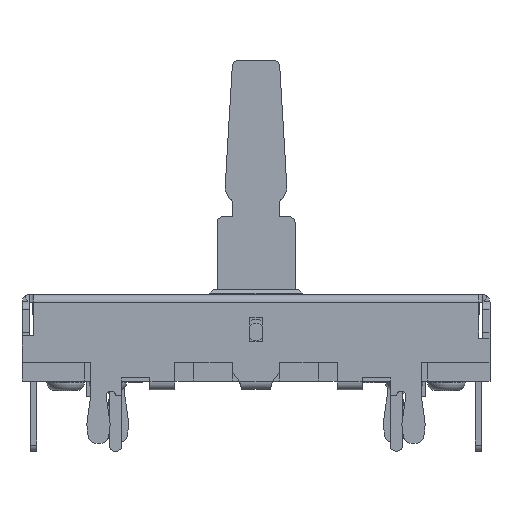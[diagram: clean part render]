
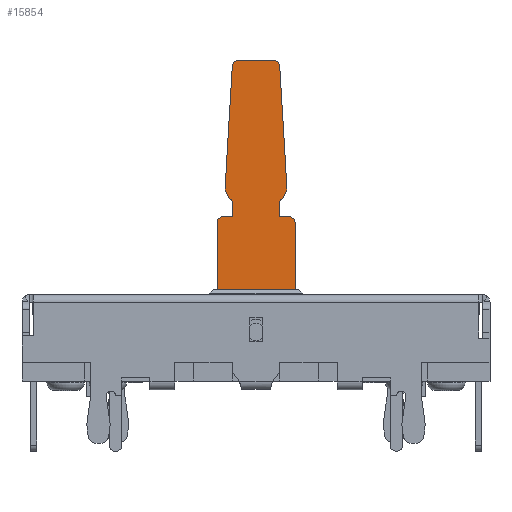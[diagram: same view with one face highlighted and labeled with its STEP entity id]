
A CAD part, top view. The second image highlights one B-rep face of the part: STEP entity #15854.
In plain terms, the highlighted planar face has unit normal (0, 0, 1).
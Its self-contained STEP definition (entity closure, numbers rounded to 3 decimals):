
#3960=DIRECTION('',(1.,0.,0.));
#3961=VECTOR('',#3960,5.);
#3962=CARTESIAN_POINT('',(12.5,5.85,-4.));
#3963=LINE('',#3962,#3961);
#4046=CARTESIAN_POINT('',(15.975,12.44,-4.));
#4047=DIRECTION('',(0.,0.,1.));
#4048=DIRECTION('',(0.707,-0.707,0.));
#4049=AXIS2_PLACEMENT_3D('',#4046,#4047,#4048);
#4051=DIRECTION('',(-0.707,-0.707,0.));
#4052=VECTOR('',#4051,0.092);
#4053=CARTESIAN_POINT('',(16.682,11.732,-4.));
#4054=LINE('',#4053,#4052);
#4055=DIRECTION('',(0.,-1.,0.));
#4056=VECTOR('',#4055,0.834);
#4057=CARTESIAN_POINT('',(16.5,11.384,-4.));
#4058=LINE('',#4057,#4056);
#4059=DIRECTION('',(-1.,0.,0.));
#4060=VECTOR('',#4059,0.6);
#4061=CARTESIAN_POINT('',(17.1,10.55,-4.));
#4062=LINE('',#4061,#4060);
#4063=CARTESIAN_POINT('',(17.1,10.15,-4.));
#4064=DIRECTION('',(0.,0.,1.));
#4065=DIRECTION('',(1.,0.,0.));
#4066=AXIS2_PLACEMENT_3D('',#4063,#4064,#4065);
#4068=DIRECTION('',(0.,1.,0.));
#4069=VECTOR('',#4068,4.3);
#4070=CARTESIAN_POINT('',(12.5,5.85,-4.));
#4071=LINE('',#4070,#4069);
#4072=CARTESIAN_POINT('',(12.9,10.15,-4.));
#4073=DIRECTION('',(0.,0.,1.));
#4074=DIRECTION('',(0.,1.,0.));
#4075=AXIS2_PLACEMENT_3D('',#4072,#4073,#4074);
#4077=DIRECTION('',(1.,0.,0.));
#4078=VECTOR('',#4077,0.6);
#4079=CARTESIAN_POINT('',(12.9,10.55,-4.));
#4080=LINE('',#4079,#4078);
#4081=DIRECTION('',(0.,1.,0.));
#4082=VECTOR('',#4081,0.834);
#4083=CARTESIAN_POINT('',(13.5,10.55,-4.));
#4084=LINE('',#4083,#4082);
#4085=DIRECTION('',(-0.707,0.707,0.));
#4086=VECTOR('',#4085,0.092);
#4087=CARTESIAN_POINT('',(13.383,11.667,-4.));
#4088=LINE('',#4087,#4086);
#4089=CARTESIAN_POINT('',(14.025,12.44,-4.));
#4090=DIRECTION('',(0.,0.,1.));
#4091=DIRECTION('',(-0.998,0.059,0.));
#4092=AXIS2_PLACEMENT_3D('',#4089,#4090,#4091);
#4094=DIRECTION('',(0.059,0.998,0.));
#4095=VECTOR('',#4094,7.688);
#4096=CARTESIAN_POINT('',(13.026,12.498,-4.));
#4097=LINE('',#4096,#4095);
#4098=CARTESIAN_POINT('',(13.877,20.15,-4.));
#4099=DIRECTION('',(0.,0.,1.));
#4100=DIRECTION('',(0.,1.,0.));
#4101=AXIS2_PLACEMENT_3D('',#4098,#4099,#4100);
#4103=CARTESIAN_POINT('',(16.123,20.15,-4.));
#4104=DIRECTION('',(0.,0.,1.));
#4105=DIRECTION('',(0.998,0.059,0.));
#4106=AXIS2_PLACEMENT_3D('',#4103,#4104,#4105);
#4108=DIRECTION('',(0.059,-0.998,0.));
#4109=VECTOR('',#4108,7.688);
#4110=CARTESIAN_POINT('',(16.522,20.173,-4.));
#4111=LINE('',#4110,#4109);
#4120=CARTESIAN_POINT('',(16.9,11.384,-4.));
#4121=DIRECTION('',(0.,0.,-1.));
#4122=DIRECTION('',(-1.,0.,0.));
#4123=AXIS2_PLACEMENT_3D('',#4120,#4121,#4122);
#4146=DIRECTION('',(0.,1.,0.));
#4147=VECTOR('',#4146,4.3);
#4148=CARTESIAN_POINT('',(17.5,5.85,-4.));
#4149=LINE('',#4148,#4147);
#4162=CARTESIAN_POINT('',(13.1,11.384,-4.));
#4163=DIRECTION('',(0.,0.,-1.));
#4164=DIRECTION('',(0.707,0.707,0.));
#4165=AXIS2_PLACEMENT_3D('',#4162,#4163,#4164);
#4192=DIRECTION('',(1.,0.,0.));
#4193=VECTOR('',#4192,2.246);
#4194=CARTESIAN_POINT('',(13.877,20.55,-4.));
#4195=LINE('',#4194,#4193);
#10588=CARTESIAN_POINT('',(12.5,5.85,-4.));
#10590=VERTEX_POINT('',#10588);
#10591=CARTESIAN_POINT('',(17.5,5.85,-4.));
#10592=VERTEX_POINT('',#10591);
#10596=CARTESIAN_POINT('',(13.5,10.55,-4.));
#10598=VERTEX_POINT('',#10596);
#10600=CARTESIAN_POINT('',(16.5,10.55,-4.));
#10602=VERTEX_POINT('',#10600);
#10603=CARTESIAN_POINT('',(16.5,11.384,-4.));
#10605=VERTEX_POINT('',#10603);
#10607=CARTESIAN_POINT('',(16.617,11.667,-4.));
#10609=VERTEX_POINT('',#10607);
#10611=CARTESIAN_POINT('',(13.383,11.667,-4.));
#10613=VERTEX_POINT('',#10611);
#10615=CARTESIAN_POINT('',(13.5,11.384,-4.));
#10617=VERTEX_POINT('',#10615);
#10619=CARTESIAN_POINT('',(12.9,10.55,-4.));
#10620=VERTEX_POINT('',#10619);
#10621=CARTESIAN_POINT('',(17.1,10.55,-4.));
#10622=VERTEX_POINT('',#10621);
#10629=CARTESIAN_POINT('',(12.5,10.15,-4.));
#10630=VERTEX_POINT('',#10629);
#10631=CARTESIAN_POINT('',(17.5,10.15,-4.));
#10632=VERTEX_POINT('',#10631);
#10639=CARTESIAN_POINT('',(16.522,20.173,-4.));
#10640=VERTEX_POINT('',#10639);
#10641=CARTESIAN_POINT('',(16.123,20.55,-4.));
#10642=VERTEX_POINT('',#10641);
#10643=CARTESIAN_POINT('',(13.877,20.55,-4.));
#10644=CARTESIAN_POINT('',(13.478,20.173,-4.));
#10645=VERTEX_POINT('',#10643);
#10646=VERTEX_POINT('',#10644);
#10651=CARTESIAN_POINT('',(16.682,11.732,-4.));
#10652=CARTESIAN_POINT('',(16.974,12.498,-4.));
#10653=VERTEX_POINT('',#10651);
#10654=VERTEX_POINT('',#10652);
#10659=CARTESIAN_POINT('',(13.026,12.498,-4.));
#10660=CARTESIAN_POINT('',(13.318,11.732,-4.));
#10661=VERTEX_POINT('',#10659);
#10662=VERTEX_POINT('',#10660);
#15811=CARTESIAN_POINT('',(12.5,5.85,-4.));
#15812=DIRECTION('',(0.,0.,1.));
#15813=DIRECTION('',(1.,0.,0.));
#15814=AXIS2_PLACEMENT_3D('',#15811,#15812,#15813);
#15815=PLANE('',#15814);
#15816=ORIENTED_EDGE('',*,*,#15801,.F.);
#15818=ORIENTED_EDGE('',*,*,#15817,.T.);
#15820=ORIENTED_EDGE('',*,*,#15819,.F.);
#15822=ORIENTED_EDGE('',*,*,#15821,.T.);
#15824=ORIENTED_EDGE('',*,*,#15823,.F.);
#15826=ORIENTED_EDGE('',*,*,#15825,.F.);
#15828=ORIENTED_EDGE('',*,*,#15827,.F.);
#15829=ORIENTED_EDGE('',*,*,#15712,.F.);
#15830=ORIENTED_EDGE('',*,*,#15728,.T.);
#15831=ORIENTED_EDGE('',*,*,#15745,.F.);
#15833=ORIENTED_EDGE('',*,*,#15832,.T.);
#15835=ORIENTED_EDGE('',*,*,#15834,.T.);
#15837=ORIENTED_EDGE('',*,*,#15836,.F.);
#15839=ORIENTED_EDGE('',*,*,#15838,.T.);
#15841=ORIENTED_EDGE('',*,*,#15840,.F.);
#15843=ORIENTED_EDGE('',*,*,#15842,.T.);
#15845=ORIENTED_EDGE('',*,*,#15844,.F.);
#15847=ORIENTED_EDGE('',*,*,#15846,.T.);
#15849=ORIENTED_EDGE('',*,*,#15848,.F.);
#15851=ORIENTED_EDGE('',*,*,#15850,.T.);
#15852=EDGE_LOOP('',(#15816,#15818,#15820,#15822,#15824,#15826,#15828,#15829,
#15830,#15831,#15833,#15835,#15837,#15839,#15841,#15843,#15845,#15847,#15849,
#15851));
#15853=FACE_OUTER_BOUND('',#15852,.F.);
#15854=ADVANCED_FACE('',(#15853),#15815,.T.);
#4050=CIRCLE('',#4049,1.);
#4067=CIRCLE('',#4066,0.4);
#4076=CIRCLE('',#4075,0.4);
#4093=CIRCLE('',#4092,1.);
#4102=CIRCLE('',#4101,0.4);
#4107=CIRCLE('',#4106,0.4);
#4124=CIRCLE('',#4123,0.4);
#4166=CIRCLE('',#4165,0.4);
#15712=EDGE_CURVE('',#10590,#10592,#3963,.T.);
#15728=EDGE_CURVE('',#10590,#10630,#4071,.T.);
#15745=EDGE_CURVE('',#10620,#10630,#4076,.T.);
#15801=EDGE_CURVE('',#10653,#10654,#4050,.T.);
#15817=EDGE_CURVE('',#10653,#10609,#4054,.T.);
#15819=EDGE_CURVE('',#10605,#10609,#4124,.T.);
#15821=EDGE_CURVE('',#10605,#10602,#4058,.T.);
#15823=EDGE_CURVE('',#10622,#10602,#4062,.T.);
#15825=EDGE_CURVE('',#10632,#10622,#4067,.T.);
#15827=EDGE_CURVE('',#10592,#10632,#4149,.T.);
#15832=EDGE_CURVE('',#10620,#10598,#4080,.T.);
#15834=EDGE_CURVE('',#10598,#10617,#4084,.T.);
#15836=EDGE_CURVE('',#10613,#10617,#4166,.T.);
#15838=EDGE_CURVE('',#10613,#10662,#4088,.T.);
#15840=EDGE_CURVE('',#10661,#10662,#4093,.T.);
#15842=EDGE_CURVE('',#10661,#10646,#4097,.T.);
#15844=EDGE_CURVE('',#10645,#10646,#4102,.T.);
#15846=EDGE_CURVE('',#10645,#10642,#4195,.T.);
#15848=EDGE_CURVE('',#10640,#10642,#4107,.T.);
#15850=EDGE_CURVE('',#10640,#10654,#4111,.T.);
